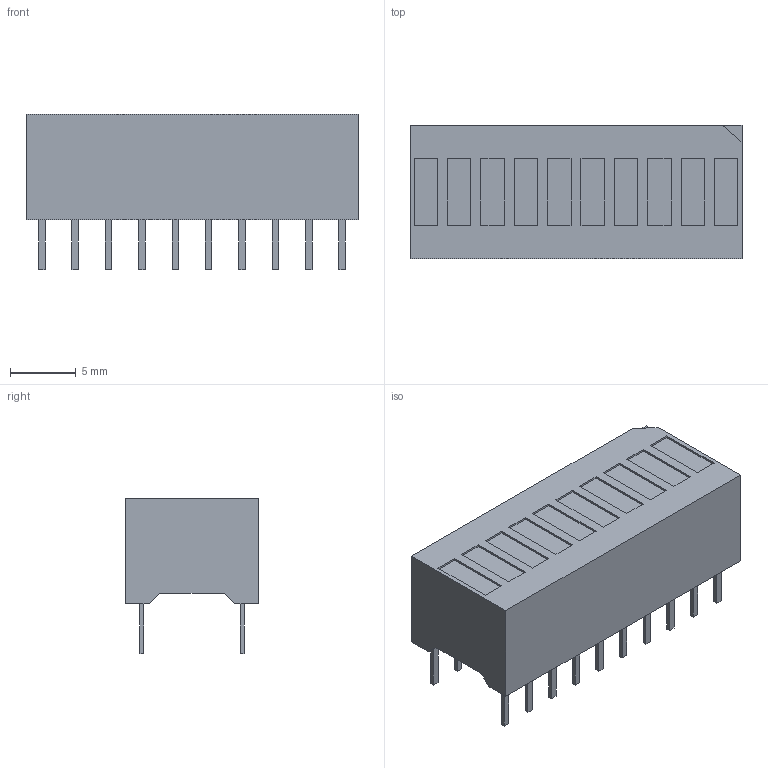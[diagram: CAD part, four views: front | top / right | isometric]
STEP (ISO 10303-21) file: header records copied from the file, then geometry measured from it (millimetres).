
FILE_DESCRIPTION (( 'STEP AP214' ), '1' );
FILE_NAME ('LTA-1000Y.STEP', '2023-03-06T04:38:17', ( '' ), ( '' ), 'SwSTEP 2.0', 'SolidWorks 2022', '' );
FILE_SCHEMA (( 'AUTOMOTIVE_DESIGN' ));
Length unit declared in the file: millimetre
Products named in the file (1): LTA-1000Y
Bounding box: 25.27 x 10.16 x 11.8 mm (x, y, z)
Volume: 1935.9 mm3; surface area: 1235.6 mm2
Topology: 21 solids, 21 shells, 182 faces, 390 edges, 260 vertices
Faces by surface type: plane 182
Entity records: 7030 total; most frequent: CARTESIAN_POINT 833, ORIENTED_EDGE 780, DIRECTION 756, EDGE_CURVE 390, VECTOR 390, LINE 390, VERTEX_POINT 260, UNCERTAINTY_MEASURE_WITH_UNIT 205
